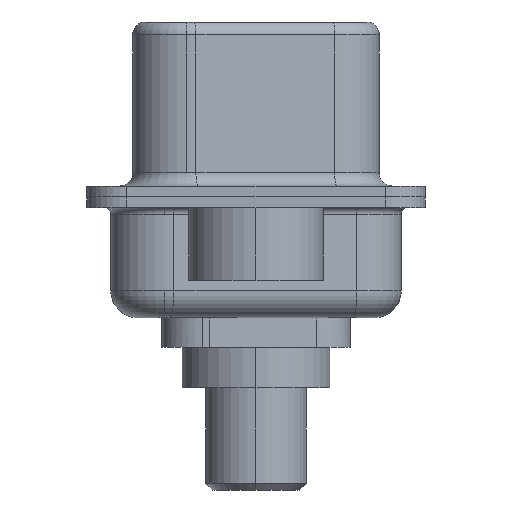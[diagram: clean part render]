
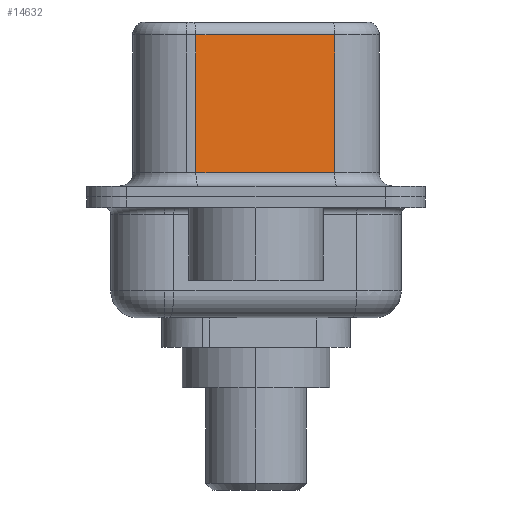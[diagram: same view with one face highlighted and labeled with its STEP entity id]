
A CAD part, left-side view. The second image highlights one B-rep face of the part: STEP entity #14632.
In plain terms, the highlighted planar face has unit normal (-0.985, -0.174, 0).
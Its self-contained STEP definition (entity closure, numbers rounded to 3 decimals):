
#417 = CARTESIAN_POINT ( 'NONE',  ( 4.565, -2.927, 6.52 ) ) ;
#1199 = LINE ( 'NONE', #14399, #4506 ) ;
#1571 = AXIS2_PLACEMENT_3D ( 'NONE', #417, #13672, #6643 ) ;
#1675 = EDGE_LOOP ( 'NONE', ( #11021, #12094, #10624, #3306 ) ) ;
#1730 = CARTESIAN_POINT ( 'NONE',  ( 4.565, -2.927, 6.02 ) ) ;
#2777 = DIRECTION ( 'NONE',  ( -0.174, 0.985, 0. ) ) ;
#2801 = EDGE_CURVE ( 'NONE', #7570, #11997, #10012, .T. ) ;
#2968 = VERTEX_POINT ( 'NONE', #1730 ) ;
#3036 = EDGE_CURVE ( 'NONE', #2968, #7570, #4170, .T. ) ;
#3115 = DIRECTION ( 'NONE',  ( 0., 0., -1. ) ) ;
#3234 = CARTESIAN_POINT ( 'NONE',  ( 4.565, -2.927, 6.52 ) ) ;
#3306 = ORIENTED_EDGE ( 'NONE', *, *, #15261, .T. ) ;
#3399 = VECTOR ( 'NONE', #11594, 1000. ) ;
#4170 = LINE ( 'NONE', #11378, #13252 ) ;
#4506 = VECTOR ( 'NONE', #7372, 1000. ) ;
#6643 = DIRECTION ( 'NONE',  ( -0.174, 0.985, 0. ) ) ;
#6652 = LINE ( 'NONE', #3234, #3399 ) ;
#7372 = DIRECTION ( 'NONE',  ( 0.174, -0.985, 0. ) ) ;
#7570 = VERTEX_POINT ( 'NONE', #8215 ) ;
#7580 = VERTEX_POINT ( 'NONE', #9427 ) ;
#7936 = FACE_OUTER_BOUND ( 'NONE', #1675, .T. ) ;
#8215 = CARTESIAN_POINT ( 'NONE',  ( 3.655, 2.233, 6.02 ) ) ;
#9427 = CARTESIAN_POINT ( 'NONE',  ( 4.565, -2.927, 0.9 ) ) ;
#9949 = CARTESIAN_POINT ( 'NONE',  ( 3.655, 2.233, 6.52 ) ) ;
#10012 = LINE ( 'NONE', #9949, #12713 ) ;
#10602 = CARTESIAN_POINT ( 'NONE',  ( 3.655, 2.233, 0.9 ) ) ;
#10624 = ORIENTED_EDGE ( 'NONE', *, *, #2801, .T. ) ;
#11021 = ORIENTED_EDGE ( 'NONE', *, *, #13665, .F. ) ;
#11378 = CARTESIAN_POINT ( 'NONE',  ( 4.565, -2.927, 6.02 ) ) ;
#11594 = DIRECTION ( 'NONE',  ( 0., 0., -1. ) ) ;
#11997 = VERTEX_POINT ( 'NONE', #10602 ) ;
#12094 = ORIENTED_EDGE ( 'NONE', *, *, #3036, .T. ) ;
#12485 = PLANE ( 'NONE',  #1571 ) ;
#12713 = VECTOR ( 'NONE', #3115, 1000. ) ;
#13252 = VECTOR ( 'NONE', #2777, 1000. ) ;
#13665 = EDGE_CURVE ( 'NONE', #2968, #7580, #6652, .T. ) ;
#13672 = DIRECTION ( 'NONE',  ( 0.985, 0.174, 0. ) ) ;
#14399 = CARTESIAN_POINT ( 'NONE',  ( 4.565, -2.927, 0.9 ) ) ;
#14632 = ADVANCED_FACE ( 'NONE', ( #7936 ), #12485, .F. ) ;
#15261 = EDGE_CURVE ( 'NONE', #11997, #7580, #1199, .T. ) ;
